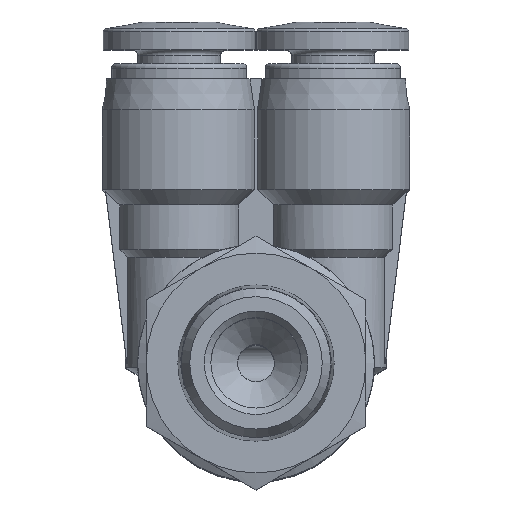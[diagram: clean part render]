
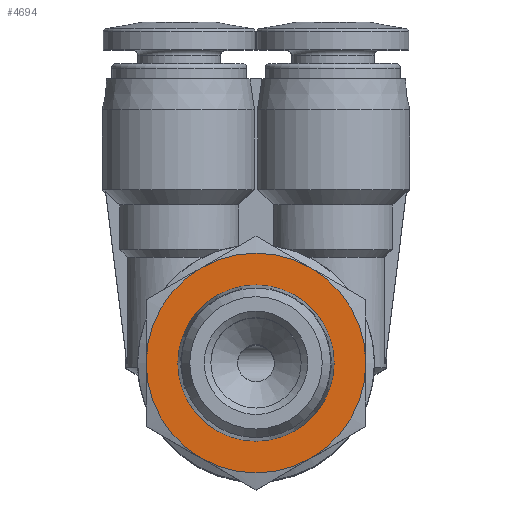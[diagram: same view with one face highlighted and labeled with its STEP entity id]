
A CAD part, top view. The second image highlights one B-rep face of the part: STEP entity #4694.
In plain terms, the highlighted planar face has unit normal (0, 0, 1).
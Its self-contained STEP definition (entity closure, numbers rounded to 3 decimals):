
#316=PLANE('',#4984);
#752=ORIENTED_EDGE('',*,*,#1571,.F.);
#753=ORIENTED_EDGE('',*,*,#1570,.F.);
#754=ORIENTED_EDGE('',*,*,#1569,.F.);
#755=ORIENTED_EDGE('',*,*,#1572,.F.);
#756=ORIENTED_EDGE('',*,*,#1568,.F.);
#757=ORIENTED_EDGE('',*,*,#1567,.F.);
#758=ORIENTED_EDGE('',*,*,#1566,.F.);
#1566=EDGE_CURVE('',#1981,#1981,#2180,.T.);
#1567=EDGE_CURVE('',#1972,#1974,#2181,.T.);
#1568=EDGE_CURVE('',#1974,#1976,#2182,.T.);
#1569=EDGE_CURVE('',#1977,#1968,#2183,.T.);
#1570=EDGE_CURVE('',#1968,#1970,#2184,.T.);
#1571=EDGE_CURVE('',#1970,#1972,#2185,.T.);
#1572=EDGE_CURVE('',#1976,#1977,#2186,.T.);
#1968=VERTEX_POINT('',#6930);
#1970=VERTEX_POINT('',#6942);
#1972=VERTEX_POINT('',#6954);
#1974=VERTEX_POINT('',#6966);
#1976=VERTEX_POINT('',#6978);
#1977=VERTEX_POINT('',#6988);
#1981=VERTEX_POINT('',#7003);
#2180=CIRCLE('',#4973,5.082);
#2181=CIRCLE('',#4975,7.145);
#2182=CIRCLE('',#4977,7.145);
#2183=CIRCLE('',#4979,7.145);
#2184=CIRCLE('',#4981,7.145);
#2185=CIRCLE('',#4983,7.145);
#2186=CIRCLE('',#4985,7.145);
#2414=EDGE_LOOP('',(#752,#753,#754,#755,#756,#757));
#2415=EDGE_LOOP('',(#758));
#2752=FACE_BOUND('',#2414,.T.);
#2753=FACE_BOUND('',#2415,.T.);
#4694=ADVANCED_FACE('',(#2752,#2753),#316,.F.);
#4973=AXIS2_PLACEMENT_3D('',#7002,#5554,#5555);
#4975=AXIS2_PLACEMENT_3D('',#7005,#5558,#5559);
#4977=AXIS2_PLACEMENT_3D('',#7007,#5562,#5563);
#4979=AXIS2_PLACEMENT_3D('',#7009,#5566,#5567);
#4981=AXIS2_PLACEMENT_3D('',#7011,#5570,#5571);
#4983=AXIS2_PLACEMENT_3D('',#7013,#5574,#5575);
#4984=AXIS2_PLACEMENT_3D('',#7014,#5576,#5577);
#4985=AXIS2_PLACEMENT_3D('',#7015,#5578,#5579);
#5554=DIRECTION('',(0.,0.,1.));
#5555=DIRECTION('',(1.,0.,0.));
#5558=DIRECTION('',(0.,0.,-1.));
#5559=DIRECTION('',(-1.,0.,0.));
#5562=DIRECTION('',(0.,0.,-1.));
#5563=DIRECTION('',(-1.,0.,0.));
#5566=DIRECTION('',(0.,0.,-1.));
#5567=DIRECTION('',(-1.,0.,0.));
#5570=DIRECTION('',(0.,0.,-1.));
#5571=DIRECTION('',(-1.,0.,0.));
#5574=DIRECTION('',(0.,0.,-1.));
#5575=DIRECTION('',(-1.,0.,0.));
#5576=DIRECTION('',(0.,0.,-1.));
#5577=DIRECTION('',(-1.,0.,0.));
#5578=DIRECTION('',(0.,0.,-1.));
#5579=DIRECTION('',(-1.,0.,0.));
#6930=CARTESIAN_POINT('',(-7.145,0.,0.));
#6942=CARTESIAN_POINT('',(-3.573,6.188,0.));
#6954=CARTESIAN_POINT('',(3.573,6.188,0.));
#6966=CARTESIAN_POINT('',(7.145,0.,0.));
#6978=CARTESIAN_POINT('',(3.573,-6.188,0.));
#6988=CARTESIAN_POINT('',(-3.573,-6.188,0.));
#7002=CARTESIAN_POINT('',(0.,0.,0.));
#7003=CARTESIAN_POINT('',(5.082,0.,0.));
#7005=CARTESIAN_POINT('',(0.,0.,0.));
#7007=CARTESIAN_POINT('',(0.,0.,0.));
#7009=CARTESIAN_POINT('',(0.,0.,0.));
#7011=CARTESIAN_POINT('',(0.,0.,0.));
#7013=CARTESIAN_POINT('',(0.,0.,0.));
#7014=CARTESIAN_POINT('',(0.,0.,0.));
#7015=CARTESIAN_POINT('',(0.,0.,0.));
